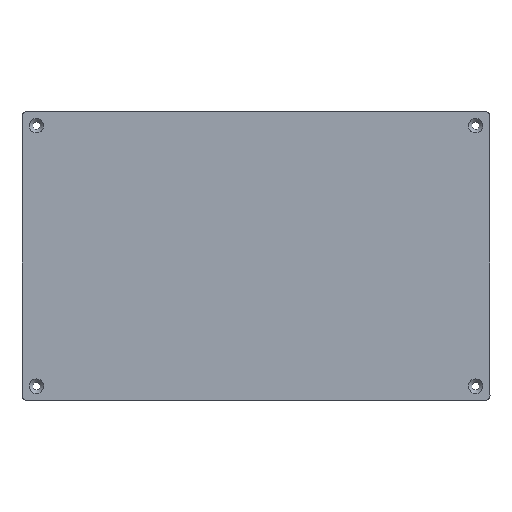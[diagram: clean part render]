
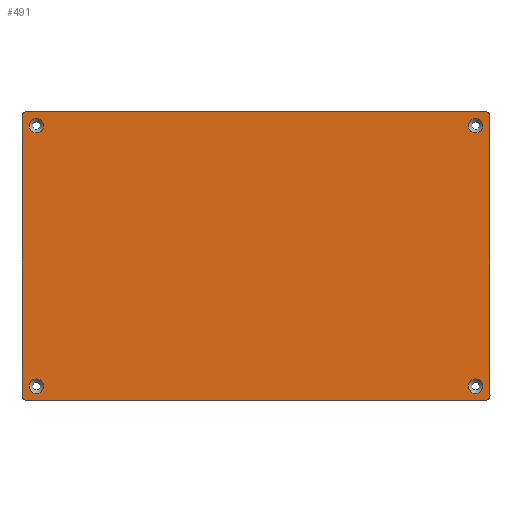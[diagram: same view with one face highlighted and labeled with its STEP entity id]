
A CAD part, top view. The second image highlights one B-rep face of the part: STEP entity #491.
In plain terms, the highlighted planar face has unit normal (0, 0, 1).
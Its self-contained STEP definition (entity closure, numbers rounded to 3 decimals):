
#27=FACE_BOUND('',#76,.T.);
#28=FACE_BOUND('',#77,.T.);
#29=FACE_BOUND('',#78,.T.);
#30=FACE_BOUND('',#79,.T.);
#36=PLANE('',#544);
#48=FACE_OUTER_BOUND('',#75,.T.);
#75=EDGE_LOOP('',(#347,#348,#349,#350,#351,#352,#353,#354));
#76=EDGE_LOOP('',(#355));
#77=EDGE_LOOP('',(#356));
#78=EDGE_LOOP('',(#357));
#79=EDGE_LOOP('',(#358));
#111=LINE('',#773,#151);
#112=LINE('',#777,#152);
#113=LINE('',#781,#153);
#114=LINE('',#784,#154);
#151=VECTOR('',#614,10.);
#152=VECTOR('',#617,10.);
#153=VECTOR('',#620,10.);
#154=VECTOR('',#623,10.);
#190=CIRCLE('',#541,2.75);
#193=CIRCLE('',#545,2.);
#194=CIRCLE('',#546,2.);
#195=CIRCLE('',#547,2.);
#196=CIRCLE('',#548,2.);
#197=CIRCLE('',#549,2.75);
#198=CIRCLE('',#550,2.75);
#199=CIRCLE('',#551,2.75);
#222=VERTEX_POINT('',#761);
#225=VERTEX_POINT('',#769);
#226=VERTEX_POINT('',#770);
#227=VERTEX_POINT('',#772);
#228=VERTEX_POINT('',#774);
#229=VERTEX_POINT('',#776);
#230=VERTEX_POINT('',#778);
#231=VERTEX_POINT('',#780);
#232=VERTEX_POINT('',#782);
#233=VERTEX_POINT('',#785);
#234=VERTEX_POINT('',#787);
#235=VERTEX_POINT('',#789);
#270=EDGE_CURVE('',#222,#222,#190,.T.);
#274=EDGE_CURVE('',#225,#226,#193,.T.);
#275=EDGE_CURVE('',#226,#227,#111,.T.);
#276=EDGE_CURVE('',#227,#228,#194,.T.);
#277=EDGE_CURVE('',#228,#229,#112,.T.);
#278=EDGE_CURVE('',#229,#230,#195,.T.);
#279=EDGE_CURVE('',#230,#231,#113,.T.);
#280=EDGE_CURVE('',#231,#232,#196,.T.);
#281=EDGE_CURVE('',#232,#225,#114,.T.);
#282=EDGE_CURVE('',#233,#233,#197,.T.);
#283=EDGE_CURVE('',#234,#234,#198,.T.);
#284=EDGE_CURVE('',#235,#235,#199,.T.);
#347=ORIENTED_EDGE('',*,*,#274,.T.);
#348=ORIENTED_EDGE('',*,*,#275,.T.);
#349=ORIENTED_EDGE('',*,*,#276,.T.);
#350=ORIENTED_EDGE('',*,*,#277,.T.);
#351=ORIENTED_EDGE('',*,*,#278,.T.);
#352=ORIENTED_EDGE('',*,*,#279,.T.);
#353=ORIENTED_EDGE('',*,*,#280,.T.);
#354=ORIENTED_EDGE('',*,*,#281,.T.);
#355=ORIENTED_EDGE('',*,*,#282,.F.);
#356=ORIENTED_EDGE('',*,*,#283,.F.);
#357=ORIENTED_EDGE('',*,*,#284,.F.);
#358=ORIENTED_EDGE('',*,*,#270,.F.);
#491=ADVANCED_FACE('',(#48,#27,#28,#29,#30),#36,.T.);
#541=AXIS2_PLACEMENT_3D('',#762,#603,#604);
#544=AXIS2_PLACEMENT_3D('',#768,#610,#611);
#545=AXIS2_PLACEMENT_3D('',#771,#612,#613);
#546=AXIS2_PLACEMENT_3D('',#775,#615,#616);
#547=AXIS2_PLACEMENT_3D('',#779,#618,#619);
#548=AXIS2_PLACEMENT_3D('',#783,#621,#622);
#549=AXIS2_PLACEMENT_3D('',#786,#624,#625);
#550=AXIS2_PLACEMENT_3D('',#788,#626,#627);
#551=AXIS2_PLACEMENT_3D('',#790,#628,#629);
#603=DIRECTION('center_axis',(0.,0.,1.));
#604=DIRECTION('ref_axis',(-1.,0.,0.));
#610=DIRECTION('center_axis',(0.,0.,1.));
#611=DIRECTION('ref_axis',(1.,0.,0.));
#612=DIRECTION('center_axis',(0.,0.,1.));
#613=DIRECTION('ref_axis',(0.,-1.,0.));
#614=DIRECTION('',(0.,1.,0.));
#615=DIRECTION('center_axis',(0.,0.,1.));
#616=DIRECTION('ref_axis',(1.,0.,0.));
#617=DIRECTION('',(-1.,0.,0.));
#618=DIRECTION('center_axis',(0.,0.,1.));
#619=DIRECTION('ref_axis',(0.,1.,0.));
#620=DIRECTION('',(0.,-1.,0.));
#621=DIRECTION('center_axis',(0.,0.,1.));
#622=DIRECTION('ref_axis',(-1.,0.,0.));
#623=DIRECTION('',(1.,0.,0.));
#624=DIRECTION('center_axis',(0.,0.,1.));
#625=DIRECTION('ref_axis',(-1.,0.,0.));
#626=DIRECTION('center_axis',(0.,0.,1.));
#627=DIRECTION('ref_axis',(-1.,0.,0.));
#628=DIRECTION('center_axis',(0.,0.,1.));
#629=DIRECTION('ref_axis',(-1.,0.,0.));
#761=CARTESIAN_POINT('',(-80.762,-49.539,9.));
#762=CARTESIAN_POINT('Origin',(-83.512,-49.539,9.));
#768=CARTESIAN_POINT('Origin',(0.,0.,
9.));
#769=CARTESIAN_POINT('',(87.002,-55.029,9.));
#770=CARTESIAN_POINT('',(89.002,-53.029,9.));
#771=CARTESIAN_POINT('Origin',(87.002,-53.029,9.));
#772=CARTESIAN_POINT('',(89.002,53.029,9.));
#773=CARTESIAN_POINT('',(89.002,-53.029,9.));
#774=CARTESIAN_POINT('',(87.002,55.029,9.));
#775=CARTESIAN_POINT('Origin',(87.002,53.029,9.));
#776=CARTESIAN_POINT('',(-87.002,55.029,9.));
#777=CARTESIAN_POINT('',(87.002,55.029,9.));
#778=CARTESIAN_POINT('',(-89.002,53.029,9.));
#779=CARTESIAN_POINT('Origin',(-87.002,53.029,9.));
#780=CARTESIAN_POINT('',(-89.002,-53.029,9.));
#781=CARTESIAN_POINT('',(-89.002,53.029,9.));
#782=CARTESIAN_POINT('',(-87.002,-55.029,9.));
#783=CARTESIAN_POINT('Origin',(-87.002,-53.029,9.));
#784=CARTESIAN_POINT('',(-87.002,-55.029,9.));
#785=CARTESIAN_POINT('',(-80.762,49.539,9.));
#786=CARTESIAN_POINT('Origin',(-83.512,49.539,9.));
#787=CARTESIAN_POINT('',(86.262,49.539,9.));
#788=CARTESIAN_POINT('Origin',(83.512,49.539,9.));
#789=CARTESIAN_POINT('',(86.262,-49.539,9.));
#790=CARTESIAN_POINT('Origin',(83.512,-49.539,9.));
